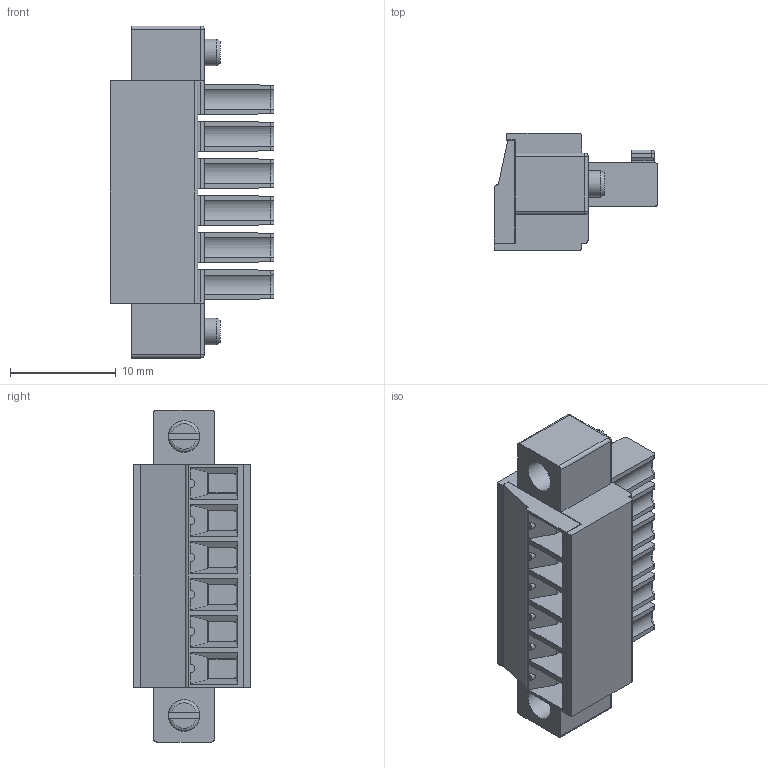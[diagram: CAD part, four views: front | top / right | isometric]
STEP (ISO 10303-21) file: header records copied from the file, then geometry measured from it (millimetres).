
FILE_DESCRIPTION(('STEP AP214'),'1');
FILE_NAME('SH06-3,5-K.stp','2018-11-19T11:03:34',(' '),(' '),'Spatial InterOp 3D',' ',' ');
FILE_SCHEMA(('AUTOMOTIVE_DESIGN { 1 0 10303 214 1 1 1 1 }'));
Length unit declared in the file: metre
Products named in the file (1): 1
Bounding box: 15.5 x 11.1 x 31.4 mm (x, y, z)
Volume: 2371.3 mm3; surface area: 2773.7 mm2
Topology: 1 solids, 1 shells, 536 faces, 1420 edges, 902 vertices
Faces by surface type: plane 354, cylinder 124, torus 22, cone 20, sphere 16
Full cylindrical faces by diameter (mm): 1.2 x6, 2.5 x2, 2.8 x6, 3 x8
Entity records: 20510 total; most frequent: CARTESIAN_POINT 3204, ORIENTED_EDGE 2676, DIRECTION 2660, EDGE_CURVE 1338, LINE 970, VECTOR 970, VERTEX_POINT 878, AXIS2_PLACEMENT_3D 845
